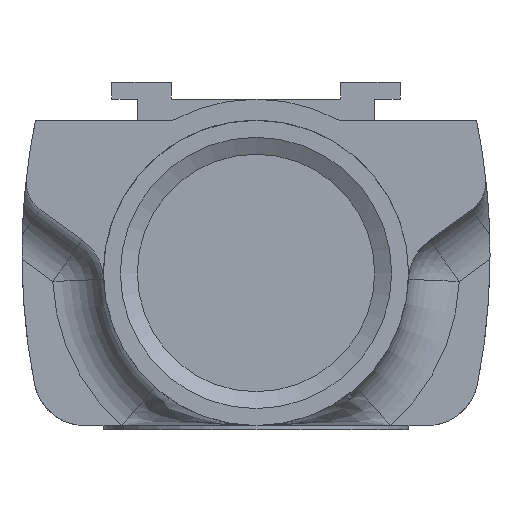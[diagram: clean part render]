
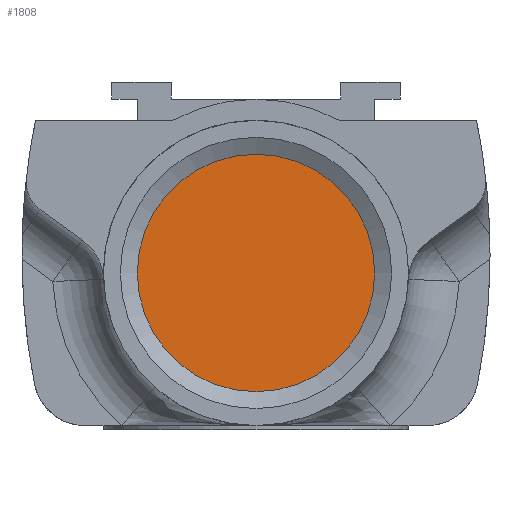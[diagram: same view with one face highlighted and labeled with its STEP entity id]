
A CAD part, left-side view. The second image highlights one B-rep face of the part: STEP entity #1808.
In plain terms, the highlighted planar face has unit normal (-1, 0, 0).
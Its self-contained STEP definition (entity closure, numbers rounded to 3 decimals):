
#636=ORIENTED_EDGE('',*,*,#825,.F.);
#825=EDGE_CURVE('',#943,#943,#995,.T.);
#943=VERTEX_POINT('',#2777);
#995=CIRCLE('',#1942,7.);
#1072=EDGE_LOOP('',(#636));
#1157=FACE_BOUND('',#1072,.T.);
#1208=PLANE('',#1943);
#1808=ADVANCED_FACE('',(#1157),#1208,.F.);
#1942=AXIS2_PLACEMENT_3D('',#2776,#2305,#2306);
#1943=AXIS2_PLACEMENT_3D('',#2778,#2307,#2308);
#2305=DIRECTION('',(1.,0.,0.));
#2306=DIRECTION('',(0.,-1.,0.));
#2307=DIRECTION('',(1.,0.,0.));
#2308=DIRECTION('',(0.,0.,-1.));
#2776=CARTESIAN_POINT('',(3.03,0.,-46.494));
#2777=CARTESIAN_POINT('',(3.03,-7.,-46.494));
#2778=CARTESIAN_POINT('',(3.03,0.,-46.494));
